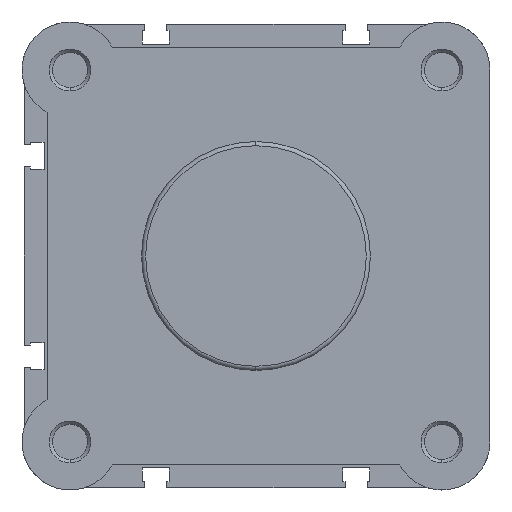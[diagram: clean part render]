
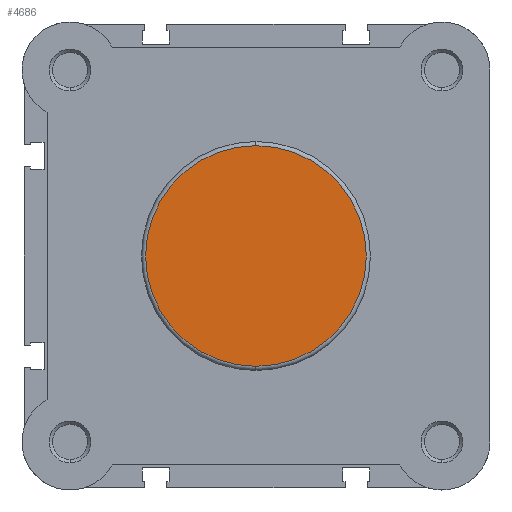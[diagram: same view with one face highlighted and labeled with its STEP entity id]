
A CAD part, left-side view. The second image highlights one B-rep face of the part: STEP entity #4686.
In plain terms, the highlighted planar face has unit normal (-1, 0, 0).
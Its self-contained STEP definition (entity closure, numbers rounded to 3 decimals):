
#181 = CIRCLE ( 'NONE', #544, 26.4 ) ;
#371 = EDGE_CURVE ( 'NONE', #2719, #2781, #6192, .T. ) ;
#396 = AXIS2_PLACEMENT_3D ( 'NONE', #2765, #3408, #2668 ) ;
#544 = AXIS2_PLACEMENT_3D ( 'NONE', #5612, #5613, #5614 ) ;
#757 = AXIS2_PLACEMENT_3D ( 'NONE', #2203, #2209, #2210 ) ;
#1177 = EDGE_LOOP ( 'NONE', ( #1658, #1720 ) ) ;
#1548 = FACE_OUTER_BOUND ( 'NONE', #1177, .T. ) ;
#1658 = ORIENTED_EDGE ( 'NONE', *, *, #371, .T. ) ;
#1720 = ORIENTED_EDGE ( 'NONE', *, *, #4491, .T. ) ;
#2200 = PLANE ( 'NONE',  #757 ) ;
#2203 = CARTESIAN_POINT ( 'NONE',  ( 0., 27.4, 0. ) ) ;
#2209 = DIRECTION ( 'NONE',  ( 1., 0., 0. ) ) ;
#2210 = DIRECTION ( 'NONE',  ( 0., 0., -1. ) ) ;
#2586 = CARTESIAN_POINT ( 'NONE',  ( 0., 0., -26.4 ) ) ;
#2598 = CARTESIAN_POINT ( 'NONE',  ( 0., 0., 26.4 ) ) ;
#2668 = DIRECTION ( 'NONE',  ( 0., 0., -1. ) ) ;
#2719 = VERTEX_POINT ( 'NONE', #2586 ) ;
#2765 = CARTESIAN_POINT ( 'NONE',  ( 0., 0., 0. ) ) ;
#2781 = VERTEX_POINT ( 'NONE', #2598 ) ;
#3408 = DIRECTION ( 'NONE',  ( -1., 0., 0. ) ) ;
#4491 = EDGE_CURVE ( 'NONE', #2781, #2719, #181, .T. ) ;
#4686 = ADVANCED_FACE ( 'NONE', ( #1548 ), #2200, .F. ) ;
#5612 = CARTESIAN_POINT ( 'NONE',  ( 0., 0., 0. ) ) ;
#5613 = DIRECTION ( 'NONE',  ( -1., 0., 0. ) ) ;
#5614 = DIRECTION ( 'NONE',  ( 0., 0., -1. ) ) ;
#6192 = CIRCLE ( 'NONE', #396, 26.4 ) ;
